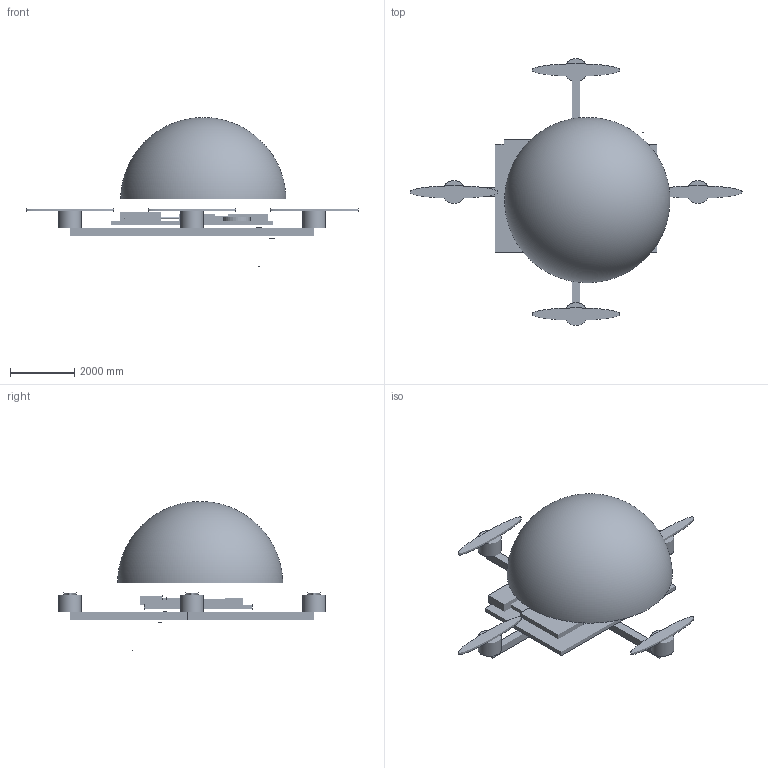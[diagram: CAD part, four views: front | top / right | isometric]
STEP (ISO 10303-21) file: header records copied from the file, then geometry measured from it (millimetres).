
FILE_DESCRIPTION(/* description */ ('STEP AP242','CAx-IF Rec.Pracs.---Representation and Presentation of Product Manufacturing Information (PMI)---4.0---2014-10-13','CAx-IF Rec.Pracs.---3D Tessellated Geometry---0.4---2014-09-14','2;1','CAx-IF Rec.Pracs.---User Defined Attributes---1.5---2016-08-15'),/* implementation_level */ '2;1');
FILE_NAME(/* name */ 'Assembly 1',/* time_stamp */ '2025-11-15T15:49:39Z',/* author */ (''),/* organization */ (''),/* preprocessor_version */ 'ST-DEVELOPER v20',/* originating_system */ 'ONSHAPE BY PTC INC, 1.206',/* authorisation */ ' ');
FILE_SCHEMA (('AP242_MANAGED_MODEL_BASED_3D_ENGINEERING_MIM_LF { 1 0 10303 442 1 1 4 }'));
Length unit declared in the file: metre
Products named in the file (53): Assembly 1; Part 10; Part 30; Part 20; Part 45; Part 18; Part 42; Part 16; Part 5; Part 2; Part 34; Part 49; Part 7; Part 39; Part 43; Part 36; Part 14; Part 23; Part 1; Part 27; Part 25; Part 19; Part 31; Part 46; Part 38; Part 48; Part 37; Part 6; Part 33; Part 11; Part 9; Part 29; Part 3; Part 44; Part 32; Part 50; Part 13; Part 47; Part 22; Part 21 ...
Assembly tree (150 placements, depth 2):
  Assembly 1
    Part 10  x3
    Part 30  x3
    Part 20  x3
    Part 45  x3
    Part 18  x3
    Part 42  x3
    Part 16  x3
    Part 5  x3
    Part 2  x3
    Part 34  x3
    Part 49  x3
    Part 7  x3
    Part 39  x3
    Part 43  x3
    Part 36  x3
    Part 14  x3
    Part 23  x3
    Part 1
    Part 27  x3
    Part 25  x3
    Part 1  x3
    Part 19  x3
    Part 31  x3
    Part 46  x3
    Part 38  x3
    Part 48  x3
    Part 37  x3
    Part 6  x3
    Part 33  x3
    Part 11  x3
    Part 9  x3
    Part 29  x3
    Part 3  x3
    Part 44  x3
    Part 32  x3
    Part 50
    Part 13  x3
    Part 47  x3
    Part 22  x3
    Part 21  x3
    Part 8  x3
    Part 41  x3
    Part 2
    Part 28  x3
    Part 12  x3
    Part 24  x3
    Part 4  x3
    Part 26  x3
    Part 35  x3
    Part 17  x3
    Part 40  x3
    Part 15  x3
Bounding box: 10363.2 x 8331.2 x 4647.14 mm (x, y, z)
Surface area: 132932278.2 mm2 (no closed solid volume)
Topology: 0 solids, 150 shells, 150 faces, 0 edges, 0 vertices
Faces by surface type: other 150
Entity records: 2422 total; most frequent: DIRECTION 302, PRODUCT_DEFINITION_SHAPE 203, AXIS2_PLACEMENT_3D 151, CARTESIAN_POINT 151, CONTEXT_DEPENDENT_SHAPE_REPRESENTATION 150, NEXT_ASSEMBLY_USAGE_OCCURRENCE 150, ITEM_DEFINED_TRANSFORMATION 150, SHAPE_DEFINITION_REPRESENTATION 53
